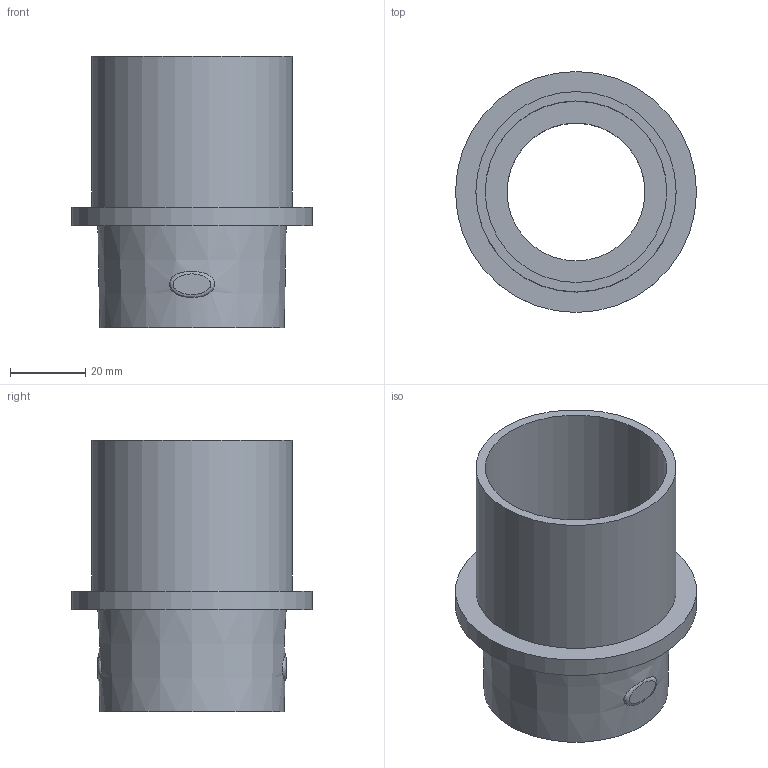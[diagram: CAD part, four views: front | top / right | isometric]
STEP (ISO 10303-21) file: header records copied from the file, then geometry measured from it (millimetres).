
FILE_DESCRIPTION(/* description */ (''),/* implementation_level */ '2;1');
FILE_NAME(/* name */ 'Cyclone Cyclone Hose to Cleaning End Adapter v10.stp',/* time_stamp */ '2022-09-22T11:49:19+02:00',/* author */ (''),/* organization */ (''),/* preprocessor_version */ 'ST-DEVELOPER v19',/* originating_system */ 'Autodesk Translation Framework v11.7.0.108',/* authorisation */ '');
FILE_SCHEMA (('AUTOMOTIVE_DESIGN { 1 0 10303 214 3 1 1 }'));
Length unit declared in the file: millimetre
Products named in the file (1): Cyclone - Cyclone Hose to Cleaning End Adapter
Bounding box: 64 x 64 x 72 mm (x, y, z)
Volume: 50362.1 mm3; surface area: 25893.9 mm2
Topology: 1 solids, 1 shells, 18 faces, 35 edges, 24 vertices
Faces by surface type: plane 7, bspline 6, cylinder 4, cone 1
Full cylindrical faces by diameter (mm): 36.6 x1, 48.2 x1, 53.2 x1, 64 x1
Entity records: 936 total; most frequent: CARTESIAN_POINT 568, ORIENTED_EDGE 70, DIRECTION 55, EDGE_CURVE 35, EDGE_LOOP 25, AXIS2_PLACEMENT_3D 25, VERTEX_POINT 24, FACE_OUTER_BOUND 18
